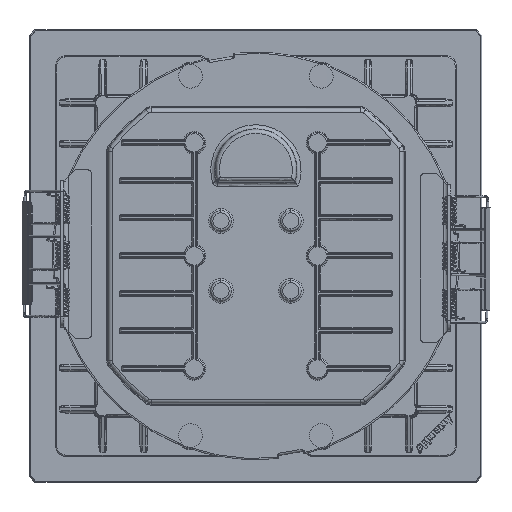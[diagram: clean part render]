
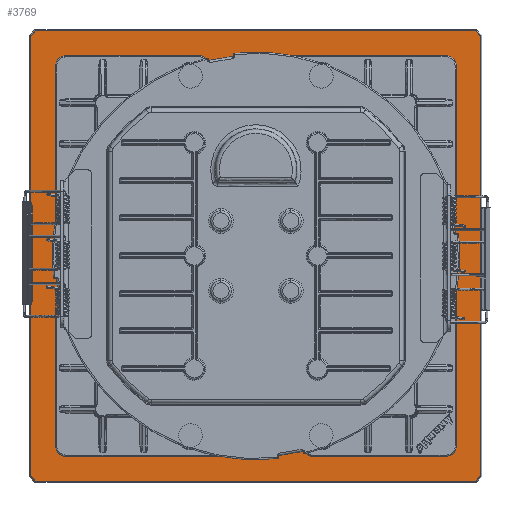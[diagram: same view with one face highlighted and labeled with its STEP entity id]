
A CAD part, top view. The second image highlights one B-rep face of the part: STEP entity #3769.
In plain terms, the highlighted planar face has unit normal (0, 0, 1).
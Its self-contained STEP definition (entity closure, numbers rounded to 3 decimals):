
#93=FACE_BOUND('',#11150,.T.);
#3769=ADVANCED_FACE('',(#7428,#93),#52594,.T.);
#7428=FACE_OUTER_BOUND('',#11149,.T.);
#11149=EDGE_LOOP('',(#28863,#28864,#28865,#28866,#28867,#28868,#28869,#28870));
#11150=EDGE_LOOP('',(#28871,#28872,#28873,#28874,#28875,#28876,#28877,#28878));
#28863=ORIENTED_EDGE('',*,*,#37806,.T.);
#28864=ORIENTED_EDGE('',*,*,#37824,.T.);
#28865=ORIENTED_EDGE('',*,*,#37808,.T.);
#28866=ORIENTED_EDGE('',*,*,#37830,.T.);
#28867=ORIENTED_EDGE('',*,*,#37814,.T.);
#28868=ORIENTED_EDGE('',*,*,#37828,.T.);
#28869=ORIENTED_EDGE('',*,*,#37818,.T.);
#28870=ORIENTED_EDGE('',*,*,#37826,.T.);
#28871=ORIENTED_EDGE('',*,*,#37836,.T.);
#28872=ORIENTED_EDGE('',*,*,#37792,.F.);
#28873=ORIENTED_EDGE('',*,*,#37838,.T.);
#28874=ORIENTED_EDGE('',*,*,#37798,.F.);
#28875=ORIENTED_EDGE('',*,*,#37832,.T.);
#28876=ORIENTED_EDGE('',*,*,#37800,.F.);
#28877=ORIENTED_EDGE('',*,*,#37834,.T.);
#28878=ORIENTED_EDGE('',*,*,#37820,.F.);
#37792=EDGE_CURVE('',#51959,#51960,#46713,.T.);
#37798=EDGE_CURVE('',#51965,#51966,#46719,.T.);
#37800=EDGE_CURVE('',#51967,#51968,#46721,.T.);
#37806=EDGE_CURVE('',#51974,#51973,#46727,.T.);
#37808=EDGE_CURVE('',#51975,#51976,#46729,.T.);
#37814=EDGE_CURVE('',#51982,#51981,#46735,.T.);
#37818=EDGE_CURVE('',#51986,#51985,#46739,.T.);
#37820=EDGE_CURVE('',#51987,#51988,#46741,.T.);
#37824=EDGE_CURVE('',#51973,#51975,#46745,.T.);
#37826=EDGE_CURVE('',#51985,#51974,#46747,.T.);
#37828=EDGE_CURVE('',#51981,#51986,#46749,.T.);
#37830=EDGE_CURVE('',#51976,#51982,#46751,.T.);
#37832=EDGE_CURVE('',#51965,#51968,#43707,.T.);
#37834=EDGE_CURVE('',#51967,#51988,#43709,.T.);
#37836=EDGE_CURVE('',#51987,#51960,#43711,.T.);
#37838=EDGE_CURVE('',#51959,#51966,#43713,.T.);
#43707=(
BOUNDED_CURVE()
B_SPLINE_CURVE(2,(#175371,#175372,#175373),.UNSPECIFIED.,.F.,.F.)
B_SPLINE_CURVE_WITH_KNOTS((3,3),(0.,3.927),.UNSPECIFIED.)
CURVE()
GEOMETRIC_REPRESENTATION_ITEM()
RATIONAL_B_SPLINE_CURVE((1.,0.707,1.))
REPRESENTATION_ITEM('')
);
#43709=(
BOUNDED_CURVE()
B_SPLINE_CURVE(2,(#175377,#175378,#175379),.UNSPECIFIED.,.F.,.F.)
B_SPLINE_CURVE_WITH_KNOTS((3,3),(0.,3.927),.UNSPECIFIED.)
CURVE()
GEOMETRIC_REPRESENTATION_ITEM()
RATIONAL_B_SPLINE_CURVE((1.,0.707,1.))
REPRESENTATION_ITEM('')
);
#43711=(
BOUNDED_CURVE()
B_SPLINE_CURVE(2,(#175383,#175384,#175385),.UNSPECIFIED.,.F.,.F.)
B_SPLINE_CURVE_WITH_KNOTS((3,3),(0.,3.927),.UNSPECIFIED.)
CURVE()
GEOMETRIC_REPRESENTATION_ITEM()
RATIONAL_B_SPLINE_CURVE((1.,0.707,1.))
REPRESENTATION_ITEM('')
);
#43713=(
BOUNDED_CURVE()
B_SPLINE_CURVE(2,(#175389,#175390,#175391),.UNSPECIFIED.,.F.,.F.)
B_SPLINE_CURVE_WITH_KNOTS((3,3),(0.,3.927),.UNSPECIFIED.)
CURVE()
GEOMETRIC_REPRESENTATION_ITEM()
RATIONAL_B_SPLINE_CURVE((1.,0.707,1.))
REPRESENTATION_ITEM('')
);
#46713=B_SPLINE_CURVE_WITH_KNOTS('',1,(#175291,#175292),.UNSPECIFIED.,.F.,
 .F.,(2,2),(0.,115.),.UNSPECIFIED.);
#46719=B_SPLINE_CURVE_WITH_KNOTS('',1,(#175303,#175304),.UNSPECIFIED.,.F.,
 .F.,(2,2),(0.,115.),.UNSPECIFIED.);
#46721=B_SPLINE_CURVE_WITH_KNOTS('',1,(#175307,#175308),.UNSPECIFIED.,.F.,
 .F.,(2,2),(0.,115.),.UNSPECIFIED.);
#46727=B_SPLINE_CURVE_WITH_KNOTS('',1,(#175319,#175320),.UNSPECIFIED.,.F.,
 .F.,(2,2),(0.,214.),.UNSPECIFIED.);
#46729=B_SPLINE_CURVE_WITH_KNOTS('',1,(#175323,#175324),.UNSPECIFIED.,.F.,
 .F.,(2,2),(0.,214.),.UNSPECIFIED.);
#46735=B_SPLINE_CURVE_WITH_KNOTS('',1,(#175335,#175336),.UNSPECIFIED.,.F.,
 .F.,(2,2),(0.,214.),.UNSPECIFIED.);
#46739=B_SPLINE_CURVE_WITH_KNOTS('',1,(#175343,#175344),.UNSPECIFIED.,.F.,
 .F.,(2,2),(0.,214.),.UNSPECIFIED.);
#46741=B_SPLINE_CURVE_WITH_KNOTS('',1,(#175347,#175348),.UNSPECIFIED.,.F.,
 .F.,(2,2),(0.,115.),.UNSPECIFIED.);
#46745=B_SPLINE_CURVE_WITH_KNOTS('',1,(#175355,#175356),.UNSPECIFIED.,.F.,
 .F.,(2,2),(0.,3.536),.UNSPECIFIED.);
#46747=B_SPLINE_CURVE_WITH_KNOTS('',1,(#175359,#175360),.UNSPECIFIED.,.F.,
 .F.,(2,2),(0.,3.536),.UNSPECIFIED.);
#46749=B_SPLINE_CURVE_WITH_KNOTS('',1,(#175363,#175364),.UNSPECIFIED.,.F.,
 .F.,(2,2),(0.,3.536),.UNSPECIFIED.);
#46751=B_SPLINE_CURVE_WITH_KNOTS('',1,(#175367,#175368),.UNSPECIFIED.,.F.,
 .F.,(2,2),(0.,3.536),.UNSPECIFIED.);
#51959=VERTEX_POINT('',#175259);
#51960=VERTEX_POINT('',#175260);
#51965=VERTEX_POINT('',#175265);
#51966=VERTEX_POINT('',#175266);
#51967=VERTEX_POINT('',#175267);
#51968=VERTEX_POINT('',#175268);
#51973=VERTEX_POINT('',#175273);
#51974=VERTEX_POINT('',#175274);
#51975=VERTEX_POINT('',#175275);
#51976=VERTEX_POINT('',#175276);
#51981=VERTEX_POINT('',#175281);
#51982=VERTEX_POINT('',#175282);
#51985=VERTEX_POINT('',#175285);
#51986=VERTEX_POINT('',#175286);
#51987=VERTEX_POINT('',#175287);
#51988=VERTEX_POINT('',#175288);
#52594=PLANE('',#56331);
#56331=AXIS2_PLACEMENT_3D('',#175181,#56944,$);
#56944=DIRECTION('',(0.,0.,1.));
#175181=CARTESIAN_POINT('',(132.01,123.288,-23.548));
#175259=CARTESIAN_POINT('',(-60.,48.779,-23.548));
#175260=CARTESIAN_POINT('',(-60.,-66.221,-23.548));
#175265=CARTESIAN_POINT('',(57.5,51.279,-23.548));
#175266=CARTESIAN_POINT('',(-57.5,51.279,-23.548));
#175267=CARTESIAN_POINT('',(60.,-66.221,-23.548));
#175268=CARTESIAN_POINT('',(60.,48.779,-23.548));
#175273=CARTESIAN_POINT('',(-109.5,-115.721,-23.548));
#175274=CARTESIAN_POINT('',(-109.5,98.279,-23.548));
#175275=CARTESIAN_POINT('',(-107.,-118.221,-23.548));
#175276=CARTESIAN_POINT('',(107.,-118.221,-23.548));
#175281=CARTESIAN_POINT('',(109.5,98.279,-23.548));
#175282=CARTESIAN_POINT('',(109.5,-115.721,-23.548));
#175285=CARTESIAN_POINT('',(-107.,100.779,-23.548));
#175286=CARTESIAN_POINT('',(107.,100.779,-23.548));
#175287=CARTESIAN_POINT('',(-57.5,-68.721,-23.548));
#175288=CARTESIAN_POINT('',(57.5,-68.721,-23.548));
#175291=CARTESIAN_POINT('',(-60.,48.779,-23.548));
#175292=CARTESIAN_POINT('',(-60.,-66.221,-23.548));
#175303=CARTESIAN_POINT('',(57.5,51.279,-23.548));
#175304=CARTESIAN_POINT('',(-57.5,51.279,-23.548));
#175307=CARTESIAN_POINT('',(60.,-66.221,-23.548));
#175308=CARTESIAN_POINT('',(60.,48.779,-23.548));
#175319=CARTESIAN_POINT('',(-109.5,98.279,-23.548));
#175320=CARTESIAN_POINT('',(-109.5,-115.721,-23.548));
#175323=CARTESIAN_POINT('',(-107.,-118.221,-23.548));
#175324=CARTESIAN_POINT('',(107.,-118.221,-23.548));
#175335=CARTESIAN_POINT('',(109.5,-115.721,-23.548));
#175336=CARTESIAN_POINT('',(109.5,98.279,-23.548));
#175343=CARTESIAN_POINT('',(107.,100.779,-23.548));
#175344=CARTESIAN_POINT('',(-107.,100.779,-23.548));
#175347=CARTESIAN_POINT('',(-57.5,-68.721,-23.548));
#175348=CARTESIAN_POINT('',(57.5,-68.721,-23.548));
#175355=CARTESIAN_POINT('',(-109.5,-115.721,-23.548));
#175356=CARTESIAN_POINT('',(-107.,-118.221,-23.548));
#175359=CARTESIAN_POINT('',(-107.,100.779,-23.548));
#175360=CARTESIAN_POINT('',(-109.5,98.279,-23.548));
#175363=CARTESIAN_POINT('',(109.5,98.279,-23.548));
#175364=CARTESIAN_POINT('',(107.,100.779,-23.548));
#175367=CARTESIAN_POINT('',(107.,-118.221,-23.548));
#175368=CARTESIAN_POINT('',(109.5,-115.721,-23.548));
#175371=CARTESIAN_POINT('',(57.5,51.279,-23.548));
#175372=CARTESIAN_POINT('',(60.,51.279,-23.548));
#175373=CARTESIAN_POINT('',(60.,48.779,-23.548));
#175377=CARTESIAN_POINT('',(60.,-66.221,-23.548));
#175378=CARTESIAN_POINT('',(60.,-68.721,-23.548));
#175379=CARTESIAN_POINT('',(57.5,-68.721,-23.548));
#175383=CARTESIAN_POINT('',(-57.5,-68.721,-23.548));
#175384=CARTESIAN_POINT('',(-60.,-68.721,-23.548));
#175385=CARTESIAN_POINT('',(-60.,-66.221,-23.548));
#175389=CARTESIAN_POINT('',(-60.,48.779,-23.548));
#175390=CARTESIAN_POINT('',(-60.,51.279,-23.548));
#175391=CARTESIAN_POINT('',(-57.5,51.279,-23.548));
